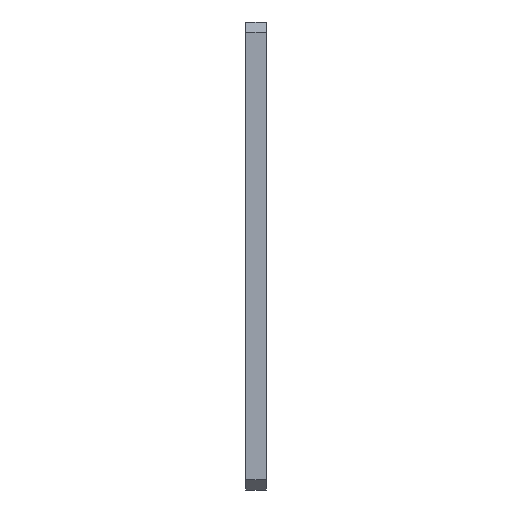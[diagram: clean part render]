
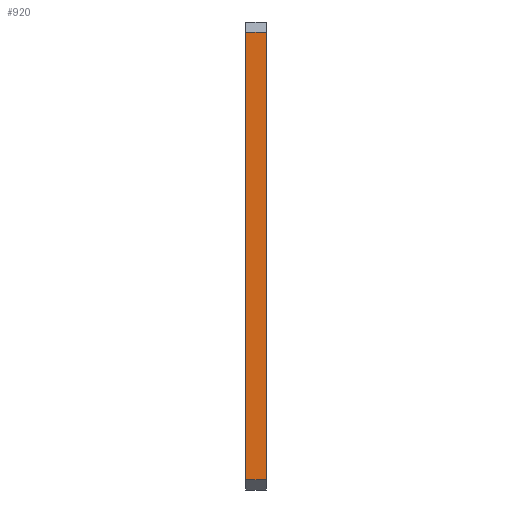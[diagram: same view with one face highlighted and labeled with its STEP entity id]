
A CAD part, left-side view. The second image highlights one B-rep face of the part: STEP entity #920.
In plain terms, the highlighted planar face has unit normal (-1, 0, 0).
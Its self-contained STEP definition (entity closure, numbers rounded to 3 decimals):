
#94 = EDGE_CURVE ( 'NONE', #266, #812, #710, .T. ) ;
#130 = CARTESIAN_POINT ( 'NONE',  ( -7.5, 0., -7.5 ) ) ;
#132 = DIRECTION ( 'NONE',  ( 0., 0., 1. ) ) ;
#150 = CARTESIAN_POINT ( 'NONE',  ( -7.5, 2., -6.5 ) ) ;
#160 = EDGE_CURVE ( 'NONE', #266, #278, #952, .T. ) ;
#162 = CARTESIAN_POINT ( 'NONE',  ( -7.5, 2., 36.5 ) ) ;
#188 = VERTEX_POINT ( 'NONE', #660 ) ;
#266 = VERTEX_POINT ( 'NONE', #150 ) ;
#278 = VERTEX_POINT ( 'NONE', #327 ) ;
#316 = EDGE_LOOP ( 'NONE', ( #698, #676, #845, #554 ) ) ;
#327 = CARTESIAN_POINT ( 'NONE',  ( -7.5, 2., 36.5 ) ) ;
#384 = DIRECTION ( 'NONE',  ( 0., -1., 0. ) ) ;
#505 = PLANE ( 'NONE',  #563 ) ;
#554 = ORIENTED_EDGE ( 'NONE', *, *, #94, .T. ) ;
#563 = AXIS2_PLACEMENT_3D ( 'NONE', #748, #758, #1004 ) ;
#578 = VECTOR ( 'NONE', #384, 1000. ) ;
#660 = CARTESIAN_POINT ( 'NONE',  ( -7.5, 0., 36.5 ) ) ;
#676 = ORIENTED_EDGE ( 'NONE', *, *, #961, .T. ) ;
#698 = ORIENTED_EDGE ( 'NONE', *, *, #708, .T. ) ;
#708 = EDGE_CURVE ( 'NONE', #812, #188, #1094, .T. ) ;
#710 = LINE ( 'NONE', #1072, #578 ) ;
#748 = CARTESIAN_POINT ( 'NONE',  ( -7.5, 2., -7.5 ) ) ;
#757 = LINE ( 'NONE', #162, #801 ) ;
#758 = DIRECTION ( 'NONE',  ( 1., 0., 0. ) ) ;
#801 = VECTOR ( 'NONE', #1110, 1000. ) ;
#812 = VERTEX_POINT ( 'NONE', #1098 ) ;
#845 = ORIENTED_EDGE ( 'NONE', *, *, #160, .F. ) ;
#920 = ADVANCED_FACE ( 'NONE', ( #1066 ), #505, .F. ) ;
#952 = LINE ( 'NONE', #980, #993 ) ;
#961 = EDGE_CURVE ( 'NONE', #188, #278, #757, .T. ) ;
#980 = CARTESIAN_POINT ( 'NONE',  ( -7.5, 2., -7.5 ) ) ;
#992 = DIRECTION ( 'NONE',  ( 0., 0., 1. ) ) ;
#993 = VECTOR ( 'NONE', #132, 1000. ) ;
#1004 = DIRECTION ( 'NONE',  ( 0., 0., -1. ) ) ;
#1064 = VECTOR ( 'NONE', #992, 1000. ) ;
#1066 = FACE_OUTER_BOUND ( 'NONE', #316, .T. ) ;
#1072 = CARTESIAN_POINT ( 'NONE',  ( -7.5, 2., -6.5 ) ) ;
#1094 = LINE ( 'NONE', #130, #1064 ) ;
#1098 = CARTESIAN_POINT ( 'NONE',  ( -7.5, 0., -6.5 ) ) ;
#1110 = DIRECTION ( 'NONE',  ( 0., 1., 0. ) ) ;
